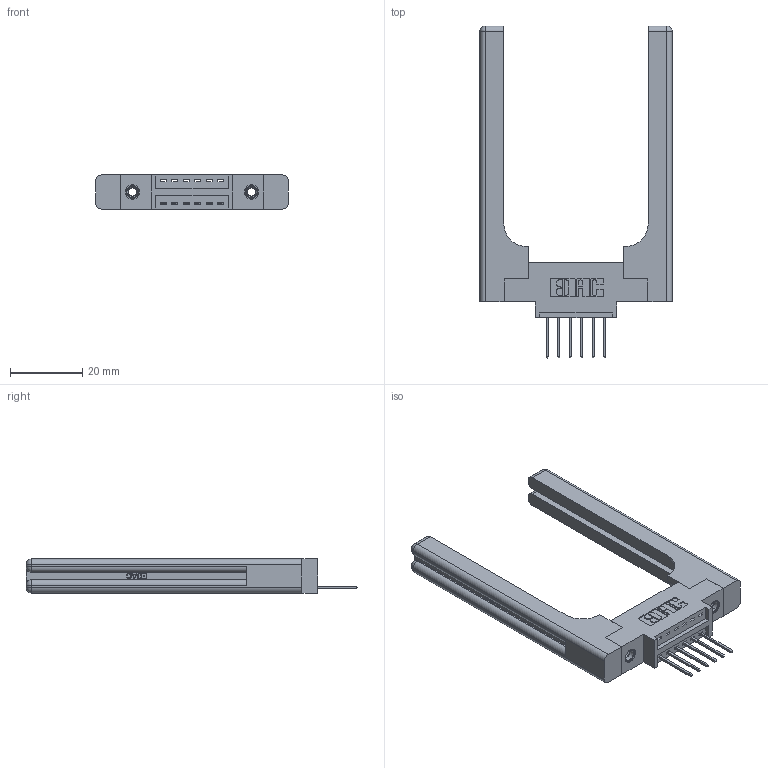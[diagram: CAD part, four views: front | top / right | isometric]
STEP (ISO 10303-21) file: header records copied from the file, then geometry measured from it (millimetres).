
FILE_DESCRIPTION (( 'STEP AP203' ), '1' );
FILE_NAME ('396-006-522-658.STEP', '2022-05-17T06:25:31', ( '' ), ( '' ), 'SwSTEP 2.0', 'SolidWorks 2020', '' );
FILE_SCHEMA (( 'CONFIG_CONTROL_DESIGN' ));
Length unit declared in the file: inch
Products named in the file (5): 345-292-001_345-293-122; 346-220-058_345-220-058; 346 Part_0.170 Offset - 0.156 Dia-TH; 345-250-001_345-250-001-102; 396-006-522-658
Assembly tree (11 placements, depth 2):
  396-006-522-658
    346 Part_0.170 Offset - 0.156 Dia-TH
    345-292-001_345-293-122  x6
    345-250-001_345-250-001-102  x2
    346-220-058_345-220-058  x2
Bounding box: 53.11 x 91.69 x 9.4 mm (x, y, z)
Volume: 12182.3 mm3; surface area: 10825.1 mm2
Topology: 11 solids, 11 shells, 744 faces, 2099 edges, 1370 vertices
Faces by surface type: plane 482, cylinder 202, bspline 36, cone 12, sphere 8, torus 4
Entity records: 14318 total; most frequent: CARTESIAN_POINT 3449, ORIENTED_EDGE 2184, DIRECTION 2016, EDGE_CURVE 1092, LINE 844, VECTOR 844, VERTEX_POINT 718, AXIS2_PLACEMENT_3D 586
